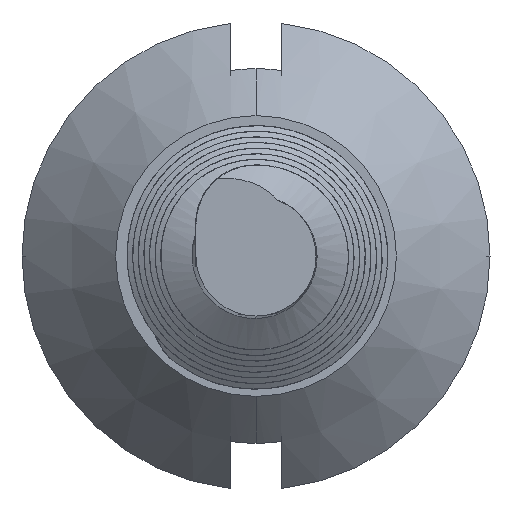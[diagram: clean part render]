
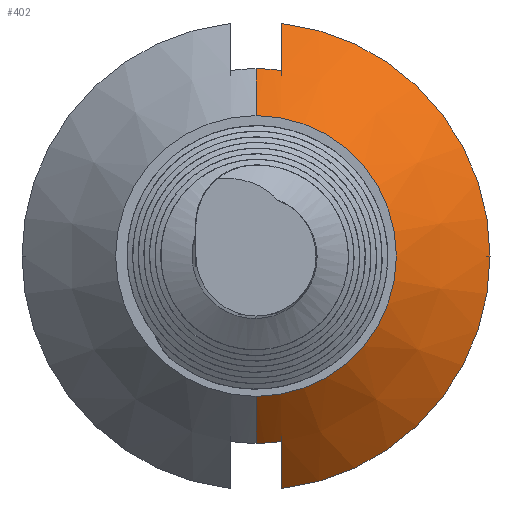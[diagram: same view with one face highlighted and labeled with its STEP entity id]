
A CAD part, front view. The second image highlights one B-rep face of the part: STEP entity #402.
In plain terms, the highlighted conical face has half-angle 45 degrees and reference radius 5 mm.
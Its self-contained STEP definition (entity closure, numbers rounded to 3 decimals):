
#145 = AXIS2_PLACEMENT_3D ( 'NONE', #2037, #1996, #2970 ) ;
#191 = DIRECTION ( 'NONE',  ( 0., -1., 0. ) ) ;
#227 = CARTESIAN_POINT ( 'NONE',  ( 5., 29., 0. ) ) ;
#244 = FACE_OUTER_BOUND ( 'NONE', #1568, .T. ) ;
#263 = CARTESIAN_POINT ( 'NONE',  ( 0., 27., -3. ) ) ;
#295 = CARTESIAN_POINT ( 'NONE',  ( 0., 29., -5. ) ) ;
#402 = ADVANCED_FACE ( 'NONE', ( #244 ), #728, .T. ) ;
#525 = VERTEX_POINT ( 'NONE', #2139 ) ;
#551 = CARTESIAN_POINT ( 'NONE',  ( 0.55, 29., -4.97 ) ) ;
#635 = DIRECTION ( 'NONE',  ( 0., 0., -1. ) ) ;
#689 = CIRCLE ( 'NONE', #3786, 4. ) ;
#721 = CIRCLE ( 'NONE', #145, 4. ) ;
#722 = VERTEX_POINT ( 'NONE', #1498 ) ;
#728 = CONICAL_SURFACE ( 'NONE', #3906, 5., 0.785 ) ;
#897 = CARTESIAN_POINT ( 'NONE',  ( 0.55, 28., 3.962 ) ) ;
#1013 = CIRCLE ( 'NONE', #2019, 5. ) ;
#1036 = CARTESIAN_POINT ( 'NONE',  ( 0., 29., 0. ) ) ;
#1042 = ORIENTED_EDGE ( 'NONE', *, *, #2739, .T. ) ;
#1066 = CARTESIAN_POINT ( 'NONE',  ( 0., 28., -4. ) ) ;
#1068 = VERTEX_POINT ( 'NONE', #263 ) ;
#1112 = DIRECTION ( 'NONE',  ( 0., 0.707, -0.707 ) ) ;
#1115 = CARTESIAN_POINT ( 'NONE',  ( 0.55, 28.333, 4.298 ) ) ;
#1185 = CARTESIAN_POINT ( 'NONE',  ( 0., 29., 5. ) ) ;
#1286 = B_SPLINE_CURVE_WITH_KNOTS ( 'NONE', 3,
 ( #2360, #3308, #3266, #551 ),
 .UNSPECIFIED., .F., .F.,
 ( 4, 4 ),
 ( 0.012, 0.013 ),
 .UNSPECIFIED. ) ;
#1306 = ORIENTED_EDGE ( 'NONE', *, *, #1643, .T. ) ;
#1341 = ORIENTED_EDGE ( 'NONE', *, *, #2825, .T. ) ;
#1349 = CARTESIAN_POINT ( 'NONE',  ( 0.55, 28.666, 4.634 ) ) ;
#1361 = ORIENTED_EDGE ( 'NONE', *, *, #3338, .F. ) ;
#1376 = VECTOR ( 'NONE', #1112, 1000. ) ;
#1427 = EDGE_CURVE ( 'NONE', #3217, #2809, #3498, .T. ) ;
#1466 = DIRECTION ( 'NONE',  ( 0., 1., 0. ) ) ;
#1486 = VERTEX_POINT ( 'NONE', #2594 ) ;
#1498 = CARTESIAN_POINT ( 'NONE',  ( 0.55, 28., -3.962 ) ) ;
#1568 = EDGE_LOOP ( 'NONE', ( #1672, #1341, #3044, #1042, #1306, #3717, #3511, #1759, #1361 ) ) ;
#1643 = EDGE_CURVE ( 'NONE', #525, #3880, #1013, .T. ) ;
#1672 = ORIENTED_EDGE ( 'NONE', *, *, #3236, .F. ) ;
#1685 = CARTESIAN_POINT ( 'NONE',  ( 0.55, 29., 4.97 ) ) ;
#1759 = ORIENTED_EDGE ( 'NONE', *, *, #3800, .T. ) ;
#1790 = LINE ( 'NONE', #1185, #3202 ) ;
#1948 = DIRECTION ( 'NONE',  ( 0., 0., -1. ) ) ;
#1996 = DIRECTION ( 'NONE',  ( 0., -1., 0. ) ) ;
#2013 = CARTESIAN_POINT ( 'NONE',  ( 0., 28., 0. ) ) ;
#2019 = AXIS2_PLACEMENT_3D ( 'NONE', #1036, #191, #3443 ) ;
#2037 = CARTESIAN_POINT ( 'NONE',  ( 0., 28., 0. ) ) ;
#2139 = CARTESIAN_POINT ( 'NONE',  ( 0.55, 29., -4.97 ) ) ;
#2160 = EDGE_CURVE ( 'NONE', #3060, #722, #689, .T. ) ;
#2353 = DIRECTION ( 'NONE',  ( 0., 0., -1. ) ) ;
#2360 = CARTESIAN_POINT ( 'NONE',  ( 0.55, 28., -3.962 ) ) ;
#2441 = CARTESIAN_POINT ( 'NONE',  ( 0., 29., 0. ) ) ;
#2465 = AXIS2_PLACEMENT_3D ( 'NONE', #2561, #3272, #1948 ) ;
#2518 = CIRCLE ( 'NONE', #2465, 3. ) ;
#2561 = CARTESIAN_POINT ( 'NONE',  ( 0., 27., 0. ) ) ;
#2594 = CARTESIAN_POINT ( 'NONE',  ( 0., 28., 4. ) ) ;
#2605 = DIRECTION ( 'NONE',  ( 0., -1., 0. ) ) ;
#2639 = DIRECTION ( 'NONE',  ( 0., 0.707, 0.707 ) ) ;
#2669 = DIRECTION ( 'NONE',  ( 0., 0., 1. ) ) ;
#2739 = EDGE_CURVE ( 'NONE', #722, #525, #1286, .T. ) ;
#2809 = VERTEX_POINT ( 'NONE', #897 ) ;
#2825 = EDGE_CURVE ( 'NONE', #1068, #3060, #3821, .T. ) ;
#2970 = DIRECTION ( 'NONE',  ( 0., 0., -1. ) ) ;
#2974 = EDGE_CURVE ( 'NONE', #3880, #3217, #3665, .T. ) ;
#3044 = ORIENTED_EDGE ( 'NONE', *, *, #2160, .T. ) ;
#3060 = VERTEX_POINT ( 'NONE', #1066 ) ;
#3139 = AXIS2_PLACEMENT_3D ( 'NONE', #2441, #3648, #635 ) ;
#3180 = CARTESIAN_POINT ( 'NONE',  ( 0., 27., 3. ) ) ;
#3202 = VECTOR ( 'NONE', #2639, 1000. ) ;
#3217 = VERTEX_POINT ( 'NONE', #3872 ) ;
#3236 = EDGE_CURVE ( 'NONE', #1068, #3603, #2518, .T. ) ;
#3266 = CARTESIAN_POINT ( 'NONE',  ( 0.55, 28.666, -4.634 ) ) ;
#3272 = DIRECTION ( 'NONE',  ( 0., -1., 0. ) ) ;
#3308 = CARTESIAN_POINT ( 'NONE',  ( 0.55, 28.333, -4.298 ) ) ;
#3338 = EDGE_CURVE ( 'NONE', #3603, #1486, #1790, .T. ) ;
#3443 = DIRECTION ( 'NONE',  ( 0., 0., -1. ) ) ;
#3484 = CARTESIAN_POINT ( 'NONE',  ( 0.55, 28., 3.962 ) ) ;
#3498 = B_SPLINE_CURVE_WITH_KNOTS ( 'NONE', 3,
 ( #1685, #1349, #1115, #3484 ),
 .UNSPECIFIED., .F., .F.,
 ( 4, 4 ),
 ( 0., 0.001 ),
 .UNSPECIFIED. ) ;
#3511 = ORIENTED_EDGE ( 'NONE', *, *, #1427, .T. ) ;
#3534 = CARTESIAN_POINT ( 'NONE',  ( 0., 29., 0. ) ) ;
#3603 = VERTEX_POINT ( 'NONE', #3180 ) ;
#3648 = DIRECTION ( 'NONE',  ( 0., -1., 0. ) ) ;
#3665 = CIRCLE ( 'NONE', #3139, 5. ) ;
#3717 = ORIENTED_EDGE ( 'NONE', *, *, #2974, .T. ) ;
#3786 = AXIS2_PLACEMENT_3D ( 'NONE', #2013, #2605, #2353 ) ;
#3800 = EDGE_CURVE ( 'NONE', #2809, #1486, #721, .T. ) ;
#3821 = LINE ( 'NONE', #295, #1376 ) ;
#3872 = CARTESIAN_POINT ( 'NONE',  ( 0.55, 29., 4.97 ) ) ;
#3880 = VERTEX_POINT ( 'NONE', #227 ) ;
#3906 = AXIS2_PLACEMENT_3D ( 'NONE', #3534, #1466, #2669 ) ;
